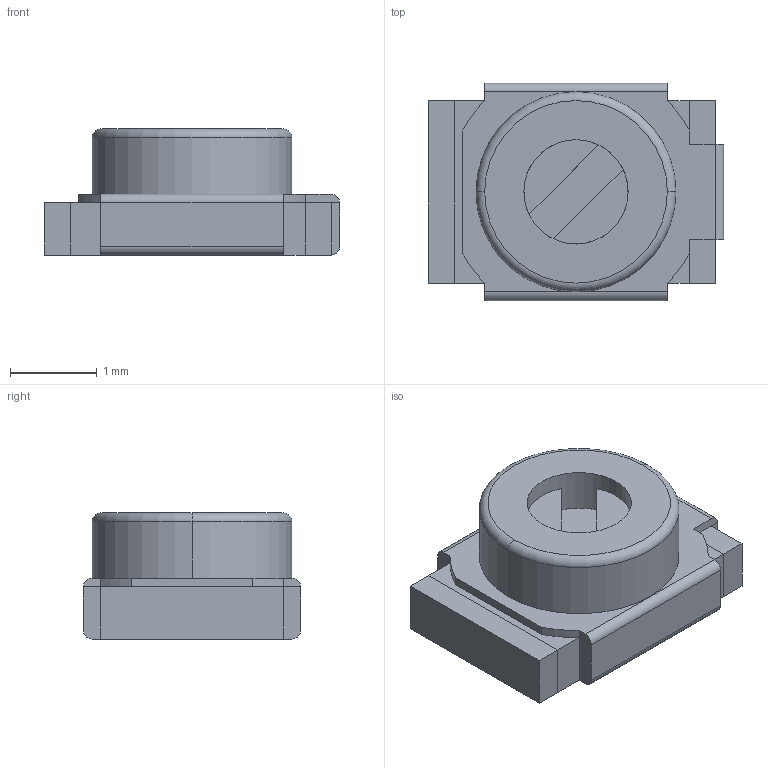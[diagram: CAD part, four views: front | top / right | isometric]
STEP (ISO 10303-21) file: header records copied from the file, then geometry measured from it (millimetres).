
FILE_DESCRIPTION((''),'2;1');
FILE_NAME('CAPV_MURATA_TZV2.stp','2012-02-28T10:08:19',(''),(''),'Mechanical Desktop 2011','Mechanical Desktop 2011',', , ');
FILE_SCHEMA(('AUTOMOTIVE_DESIGN { 1 2 10303 214 1 1 1 1 }'));
Length unit declared in the file: millimetre
Products named in the file (1): Product
Bounding box: 3.4 x 2.5 x 1.45 mm (x, y, z)
Volume: 8 mm3; surface area: 66.6 mm2
Topology: 9 solids, 9 shells, 72 faces, 160 edges, 106 vertices
Faces by surface type: plane 49, cylinder 16, bspline 5, torus 2
Entity records: 2036 total; most frequent: CARTESIAN_POINT 354, DIRECTION 336, ORIENTED_EDGE 320, EDGE_CURVE 160, VECTOR 120, LINE 120, AXIS2_PLACEMENT_3D 108, VERTEX_POINT 106
